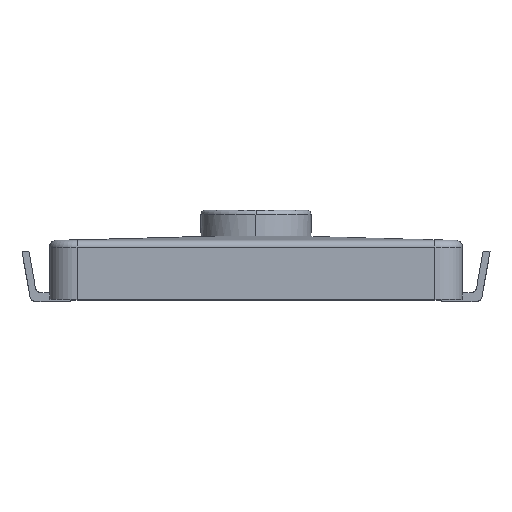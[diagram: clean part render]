
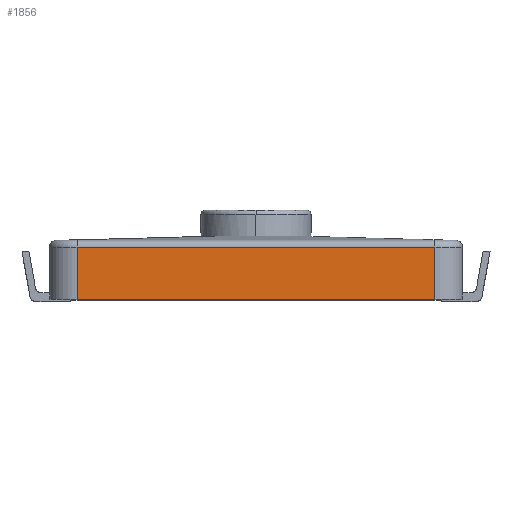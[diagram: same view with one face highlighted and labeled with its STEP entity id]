
A CAD part, top view. The second image highlights one B-rep face of the part: STEP entity #1856.
In plain terms, the highlighted planar face has unit normal (0, 0, 1).
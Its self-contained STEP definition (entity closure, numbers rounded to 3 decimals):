
#1750 = ORIENTED_EDGE ( 'NONE', *, *, #1751, .T. ) ;
#1751 = EDGE_CURVE ( 'NONE', #1864, #1752, #2485, .T. ) ;
#1752 = VERTEX_POINT ( 'NONE', #2578 ) ;
#1753 = ORIENTED_EDGE ( 'NONE', *, *, #1754, .T. ) ;
#1754 = EDGE_CURVE ( 'NONE', #1752, #1755, #2577, .T. ) ;
#1755 = VERTEX_POINT ( 'NONE', #2573 ) ;
#1756 = ORIENTED_EDGE ( 'NONE', *, *, #1757, .T. ) ;
#1757 = EDGE_CURVE ( 'NONE', #1755, #1867, #2572, .T. ) ;
#1758 = ORIENTED_EDGE ( 'NONE', *, *, #1866, .T. ) ;
#1841 = EDGE_LOOP ( 'NONE', ( #1750, #1753, #1756, #1758 ) ) ;
#1856 = ADVANCED_FACE ( 'NONE', ( #2386 ), #2825, .F. ) ;
#1864 = VERTEX_POINT ( 'NONE', #2851 ) ;
#1866 = EDGE_CURVE ( 'NONE', #1867, #1864, #2838, .T. ) ;
#1867 = VERTEX_POINT ( 'NONE', #2839 ) ;
#2386 = FACE_OUTER_BOUND ( 'NONE', #1841, .T. ) ;
#2483 = VECTOR ( 'NONE', #2579, 1000. ) ;
#2484 = CARTESIAN_POINT ( 'NONE',  ( 1.3, 0.43, 1.375 ) ) ;
#2485 = LINE ( 'NONE', #2484, #2483 ) ;
#2569 = DIRECTION ( 'NONE',  ( 0., -1., 0. ) ) ;
#2570 = VECTOR ( 'NONE', #2569, 1000. ) ;
#2571 = CARTESIAN_POINT ( 'NONE',  ( -1.3, 0.43, 1.375 ) ) ;
#2572 = LINE ( 'NONE', #2571, #2570 ) ;
#2573 = CARTESIAN_POINT ( 'NONE',  ( -1.3, 0.38, 1.375 ) ) ;
#2574 = DIRECTION ( 'NONE',  ( -1., 0., 0. ) ) ;
#2575 = VECTOR ( 'NONE', #2574, 1000. ) ;
#2576 = CARTESIAN_POINT ( 'NONE',  ( -1.3, 0.38, 1.375 ) ) ;
#2577 = LINE ( 'NONE', #2576, #2575 ) ;
#2578 = CARTESIAN_POINT ( 'NONE',  ( 1.3, 0.38, 1.375 ) ) ;
#2579 = DIRECTION ( 'NONE',  ( 0., 1., 0. ) ) ;
#2825 = PLANE ( 'NONE',  #2828 ) ;
#2826 = CARTESIAN_POINT ( 'NONE',  ( -1.5, 0.43, 1.375 ) ) ;
#2827 = DIRECTION ( 'NONE',  ( 0., 0., -1. ) ) ;
#2828 = AXIS2_PLACEMENT_3D ( 'NONE', #2826, #2827, #2829 ) ;
#2829 = DIRECTION ( 'NONE',  ( -1., 0., 0. ) ) ;
#2836 = DIRECTION ( 'NONE',  ( 1., 0., 0. ) ) ;
#2837 = CARTESIAN_POINT ( 'NONE',  ( -1.5, 0., 1.375 ) ) ;
#2838 = LINE ( 'NONE', #2837, #2860 ) ;
#2839 = CARTESIAN_POINT ( 'NONE',  ( -1.3, 0., 1.375 ) ) ;
#2851 = CARTESIAN_POINT ( 'NONE',  ( 1.3, 0., 1.375 ) ) ;
#2860 = VECTOR ( 'NONE', #2836, 1000. ) ;
